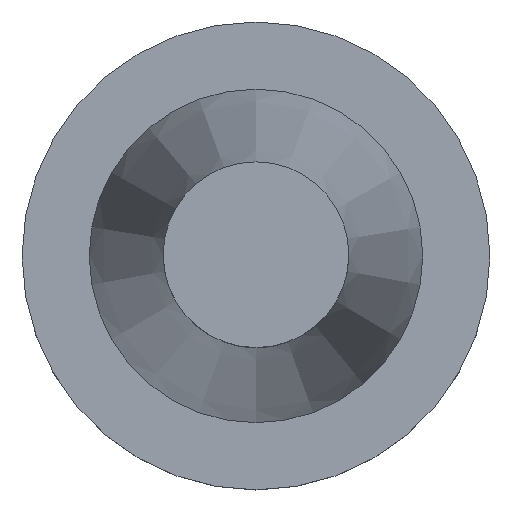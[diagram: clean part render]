
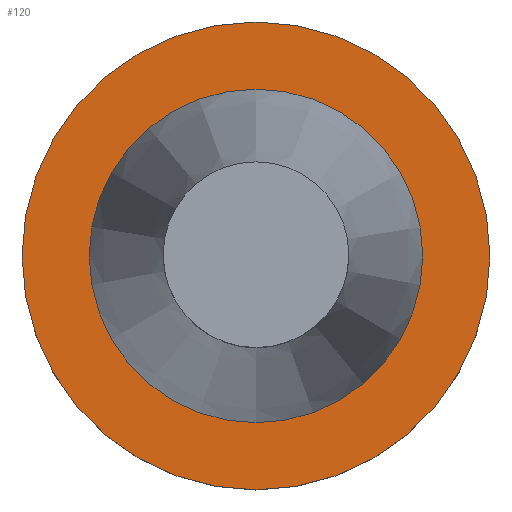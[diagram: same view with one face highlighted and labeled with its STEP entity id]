
A CAD part, top view. The second image highlights one B-rep face of the part: STEP entity #120.
In plain terms, the highlighted planar face has unit normal (0, 0, 1).
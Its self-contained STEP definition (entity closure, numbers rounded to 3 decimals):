
#68=FACE_BOUND('',#169,.T.);
#69=FACE_BOUND('',#170,.T.);
#120=ADVANCED_FACE('',(#68,#69),#132,.F.);
#132=PLANE('',#413);
#169=EDGE_LOOP('',(#237));
#170=EDGE_LOOP('',(#238,#239));
#237=ORIENTED_EDGE('',*,*,#319,.T.);
#238=ORIENTED_EDGE('',*,*,#320,.T.);
#239=ORIENTED_EDGE('',*,*,#321,.T.);
#280=VERTEX_POINT('',#666);
#281=VERTEX_POINT('',#669);
#282=VERTEX_POINT('',#670);
#319=EDGE_CURVE('',#280,#280,#346,.T.);
#320=EDGE_CURVE('',#281,#282,#347,.T.);
#321=EDGE_CURVE('',#282,#281,#348,.T.);
#346=CIRCLE('',#409,31.5);
#347=CIRCLE('',#411,22.458);
#348=CIRCLE('',#412,22.458);
#409=AXIS2_PLACEMENT_3D('',#665,#504,#505);
#411=AXIS2_PLACEMENT_3D('',#668,#508,#509);
#412=AXIS2_PLACEMENT_3D('',#671,#510,#511);
#413=AXIS2_PLACEMENT_3D('',#672,#512,#513);
#504=DIRECTION('',(0.,0.,1.));
#505=DIRECTION('',(-1.,0.,0.));
#508=DIRECTION('',(0.,0.,-1.));
#509=DIRECTION('',(-1.,0.,0.));
#510=DIRECTION('',(0.,0.,-1.));
#511=DIRECTION('',(-1.,0.,0.));
#512=DIRECTION('',(0.,0.,-1.));
#513=DIRECTION('',(0.,1.,0.));
#665=CARTESIAN_POINT('',(0.,0.,-1.6));
#666=CARTESIAN_POINT('',(-31.5,0.,-1.6));
#668=CARTESIAN_POINT('',(0.,0.,-1.6));
#669=CARTESIAN_POINT('',(0.,22.458,-1.6));
#670=CARTESIAN_POINT('',(0.,-22.458,-1.6));
#671=CARTESIAN_POINT('',(0.,0.,-1.6));
#672=CARTESIAN_POINT('',(0.,0.,-1.6));
